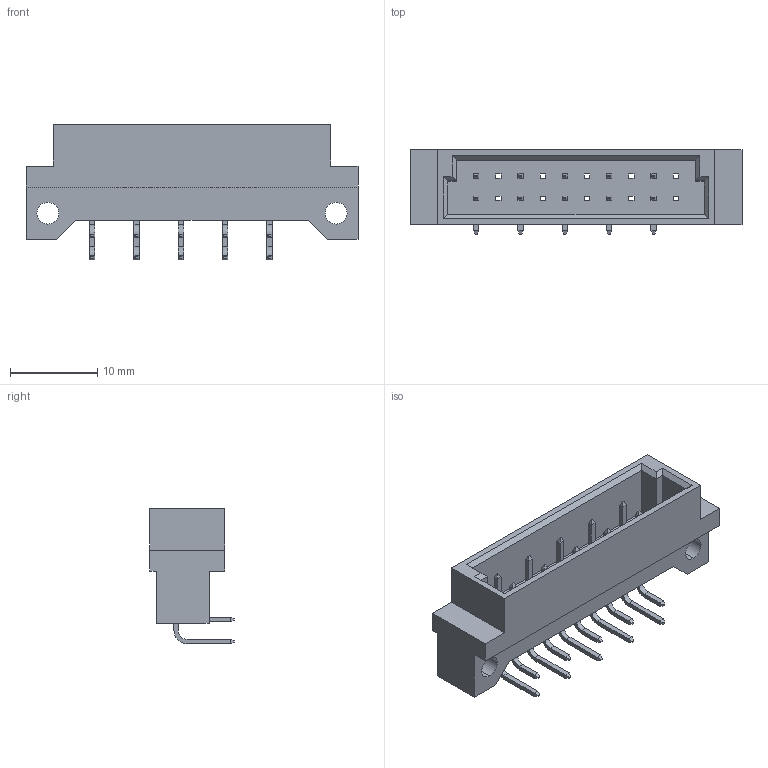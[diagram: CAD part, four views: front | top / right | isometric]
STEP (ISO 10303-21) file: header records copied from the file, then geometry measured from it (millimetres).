
FILE_DESCRIPTION (( 'STEP AP203' ), '1' );
FILE_NAME ('463-010-260-222.STEP', '2019-11-11T15:39:13', ( '' ), ( '' ), 'SwSTEP 2.0', 'SolidWorks 2020', '' );
FILE_SCHEMA (( 'CONFIG_CONTROL_DESIGN' ));
Length unit declared in the file: millimetre
Products named in the file (4): 463-290-1; 463 Part_20; 463-290-2; 463-010-260-222
Assembly tree (11 placements, depth 2):
  463-010-260-222
    463 Part_20
    463-290-1  x5
    463-290-2  x5
Bounding box: 38.04 x 9.7 x 15.53 mm (x, y, z)
Volume: 1905.6 mm3; surface area: 2754.2 mm2
Topology: 11 solids, 11 shells, 299 faces, 740 edges, 464 vertices
Faces by surface type: plane 275, cylinder 24
Entity records: 5516 total; most frequent: CARTESIAN_POINT 861, ORIENTED_EDGE 840, DIRECTION 774, EDGE_CURVE 420, VECTOR 404, LINE 404, VERTEX_POINT 272, EDGE_LOOP 200
